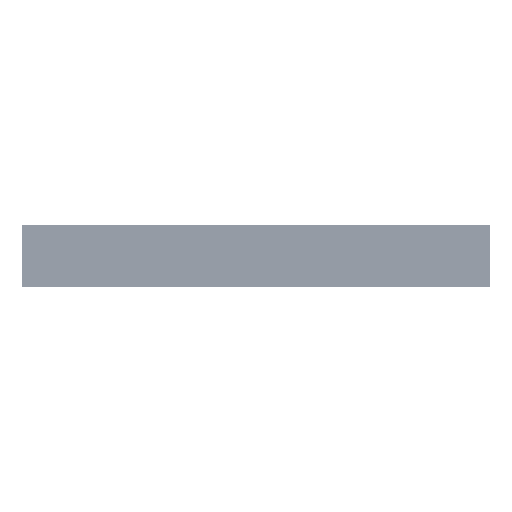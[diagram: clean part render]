
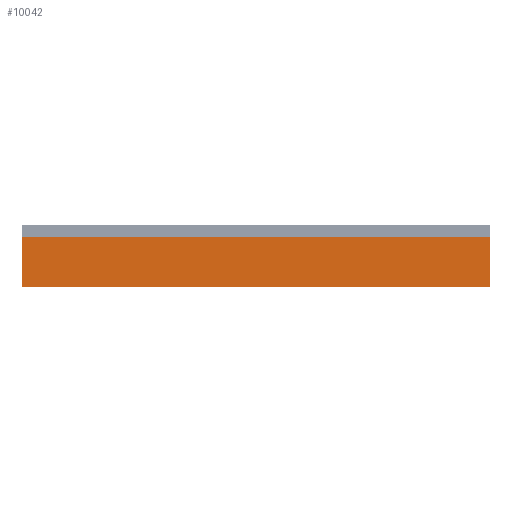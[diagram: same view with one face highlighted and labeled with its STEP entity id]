
A CAD part, left-side view. The second image highlights one B-rep face of the part: STEP entity #10042.
In plain terms, the highlighted planar face has unit normal (-1, 0, 0).
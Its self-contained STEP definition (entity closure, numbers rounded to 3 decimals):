
#1449=PLANE('',#11307);
#1954=FACE_OUTER_BOUND('',#2558,.T.);
#2558=EDGE_LOOP('',(#9279,#9280,#9281,#9282));
#3232=LINE('',#41050,#3912);
#3240=LINE('',#41065,#3920);
#3241=LINE('',#41067,#3921);
#3242=LINE('',#41068,#3922);
#3912=VECTOR('',#14284,10.);
#3920=VECTOR('',#14296,10.);
#3921=VECTOR('',#14299,10.);
#3922=VECTOR('',#14300,10.);
#5296=VERTEX_POINT('',#41047);
#5297=VERTEX_POINT('',#41049);
#5301=VERTEX_POINT('',#41061);
#5302=VERTEX_POINT('',#41063);
#6624=EDGE_CURVE('',#5296,#5297,#3232,.T.);
#6632=EDGE_CURVE('',#5301,#5302,#3240,.T.);
#6633=EDGE_CURVE('',#5296,#5301,#3241,.T.);
#6634=EDGE_CURVE('',#5297,#5302,#3242,.T.);
#9279=ORIENTED_EDGE('',*,*,#6633,.T.);
#9280=ORIENTED_EDGE('',*,*,#6632,.T.);
#9281=ORIENTED_EDGE('',*,*,#6634,.F.);
#9282=ORIENTED_EDGE('',*,*,#6624,.F.);
#10042=ADVANCED_FACE('',(#1954),#1449,.T.);
#11307=AXIS2_PLACEMENT_3D('',#41066,#14297,#14298);
#14284=DIRECTION('',(0.,0.,-1.));
#14296=DIRECTION('',(0.,0.,-1.));
#14297=DIRECTION('center_axis',(-1.,0.,0.));
#14298=DIRECTION('ref_axis',(0.,1.,0.));
#14299=DIRECTION('',(0.,1.,0.));
#14300=DIRECTION('',(0.,1.,0.));
#41047=CARTESIAN_POINT('',(-462.5,-187.5,-1.5));
#41049=CARTESIAN_POINT('',(-462.5,-187.5,-41.5));
#41050=CARTESIAN_POINT('',(-462.5,-187.5,-1.5));
#41061=CARTESIAN_POINT('',(-462.5,187.5,-1.5));
#41063=CARTESIAN_POINT('',(-462.5,187.5,-41.5));
#41065=CARTESIAN_POINT('',(-462.5,187.5,-1.5));
#41066=CARTESIAN_POINT('Origin',(-462.5,-187.5,-1.5));
#41067=CARTESIAN_POINT('',(-462.5,-187.5,-1.5));
#41068=CARTESIAN_POINT('',(-462.5,-187.5,-41.5));
